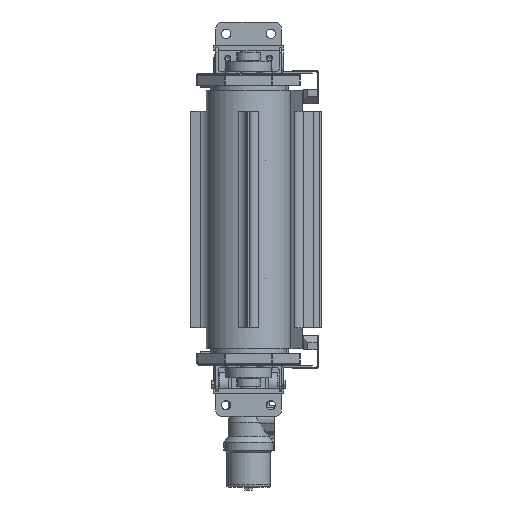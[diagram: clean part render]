
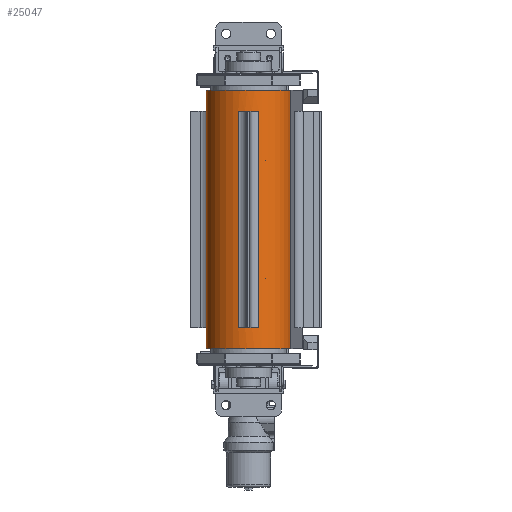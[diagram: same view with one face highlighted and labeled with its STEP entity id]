
A CAD part, left-side view. The second image highlights one B-rep face of the part: STEP entity #25047.
In plain terms, the highlighted cylindrical face has radius 90 mm (diameter 180 mm), a partial arc.
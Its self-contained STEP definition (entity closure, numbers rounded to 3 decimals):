
#1315=FACE_BOUND('',#5725,.T.);
#2135=CIRCLE('',#27096,90.);
#2140=CIRCLE('',#27108,90.);
#2146=CIRCLE('',#27123,90.);
#2148=CIRCLE('',#27131,90.);
#2796=CYLINDRICAL_SURFACE('',#27130,90.);
#3953=FACE_OUTER_BOUND('',#5724,.T.);
#5724=EDGE_LOOP('',(#21376,#21377,#21378,#21379));
#5725=EDGE_LOOP('',(#21380,#21381,#21382,#21383));
#8026=LINE('',#41381,#10276);
#8042=LINE('',#41423,#10292);
#8079=LINE('',#41513,#10329);
#8080=LINE('',#41517,#10330);
#10276=VECTOR('',#32728,10.);
#10292=VECTOR('',#32768,10.);
#10329=VECTOR('',#32851,10.);
#10330=VECTOR('',#32856,10.);
#12522=VERTEX_POINT('',#41379);
#12523=VERTEX_POINT('',#41380);
#12526=VERTEX_POINT('',#41388);
#12537=VERTEX_POINT('',#41422);
#12560=VERTEX_POINT('',#41487);
#12561=VERTEX_POINT('',#41489);
#12567=VERTEX_POINT('',#41511);
#12568=VERTEX_POINT('',#41515);
#15556=EDGE_CURVE('',#12522,#12523,#8026,.T.);
#15560=EDGE_CURVE('',#12526,#12522,#2135,.T.);
#15577=EDGE_CURVE('',#12537,#12526,#8042,.T.);
#15579=EDGE_CURVE('',#12523,#12537,#2140,.T.);
#15610=EDGE_CURVE('',#12560,#12561,#2146,.T.);
#15622=EDGE_CURVE('',#12560,#12567,#8079,.T.);
#15623=EDGE_CURVE('',#12568,#12567,#2148,.T.);
#15624=EDGE_CURVE('',#12561,#12568,#8080,.T.);
#21376=ORIENTED_EDGE('',*,*,#15622,.T.);
#21377=ORIENTED_EDGE('',*,*,#15623,.F.);
#21378=ORIENTED_EDGE('',*,*,#15624,.F.);
#21379=ORIENTED_EDGE('',*,*,#15610,.F.);
#21380=ORIENTED_EDGE('',*,*,#15560,.T.);
#21381=ORIENTED_EDGE('',*,*,#15556,.T.);
#21382=ORIENTED_EDGE('',*,*,#15579,.T.);
#21383=ORIENTED_EDGE('',*,*,#15577,.T.);
#25047=ADVANCED_FACE('',(#3953,#1315),#2796,.T.);
#27096=AXIS2_PLACEMENT_3D('',#41389,#32734,#32735);
#27108=AXIS2_PLACEMENT_3D('',#41426,#32772,#32773);
#27123=AXIS2_PLACEMENT_3D('',#41490,#32827,#32828);
#27130=AXIS2_PLACEMENT_3D('',#41514,#32852,#32853);
#27131=AXIS2_PLACEMENT_3D('',#41516,#32854,#32855);
#32728=DIRECTION('',(0.,0.,1.));
#32734=DIRECTION('center_axis',(0.,0.,-1.));
#32735=DIRECTION('ref_axis',(0.033,0.999,0.));
#32768=DIRECTION('',(0.,0.,-1.));
#32772=DIRECTION('center_axis',(0.,0.,1.));
#32773=DIRECTION('ref_axis',(0.033,0.999,0.));
#32827=DIRECTION('center_axis',(0.,0.,-1.));
#32828=DIRECTION('ref_axis',(0.033,0.999,0.));
#32851=DIRECTION('',(0.,0.,1.));
#32852=DIRECTION('center_axis',(0.,0.,1.));
#32853=DIRECTION('ref_axis',(0.033,0.999,0.));
#32854=DIRECTION('center_axis',(0.,0.,1.));
#32855=DIRECTION('ref_axis',(0.033,0.999,0.));
#32856=DIRECTION('',(0.,0.,1.));
#41379=CARTESIAN_POINT('',(-952.27,22.,-230.));
#41380=CARTESIAN_POINT('',(-952.27,22.,230.));
#41381=CARTESIAN_POINT('',(-952.27,22.,0.));
#41388=CARTESIAN_POINT('',(-952.27,-22.,-230.));
#41389=CARTESIAN_POINT('Origin',(-865.,0.,-230.));
#41422=CARTESIAN_POINT('',(-952.27,-22.,230.));
#41423=CARTESIAN_POINT('',(-952.27,-22.,0.));
#41426=CARTESIAN_POINT('Origin',(-865.,0.,230.));
#41487=CARTESIAN_POINT('',(-868.477,-89.933,-275.));
#41489=CARTESIAN_POINT('',(-862.014,89.95,-275.));
#41490=CARTESIAN_POINT('Origin',(-865.,0.,-275.));
#41511=CARTESIAN_POINT('',(-868.477,-89.933,275.));
#41513=CARTESIAN_POINT('',(-868.477,-89.933,0.));
#41514=CARTESIAN_POINT('Origin',(-865.,0.,0.));
#41515=CARTESIAN_POINT('',(-862.014,89.95,275.));
#41516=CARTESIAN_POINT('Origin',(-865.,0.,275.));
#41517=CARTESIAN_POINT('',(-862.014,89.95,0.));
